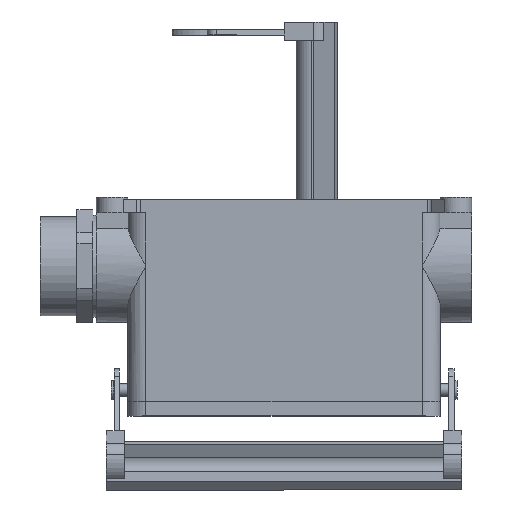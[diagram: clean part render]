
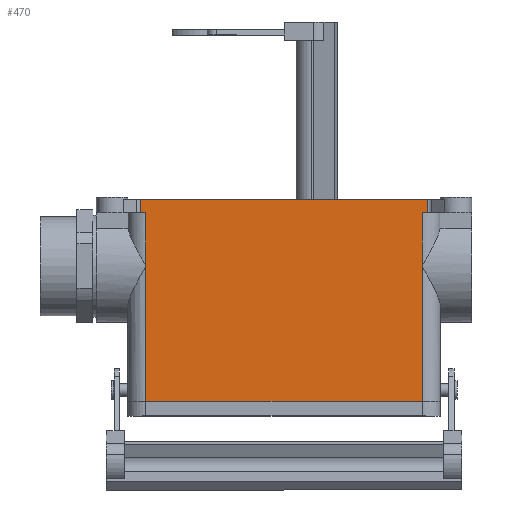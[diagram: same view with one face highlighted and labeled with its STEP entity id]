
A CAD part, top view. The second image highlights one B-rep face of the part: STEP entity #470.
In plain terms, the highlighted planar face has unit normal (0, 0, 1).
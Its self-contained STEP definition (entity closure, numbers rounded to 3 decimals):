
#470 = ADVANCED_FACE( '', ( #1034 ), #1035, .F. );
#1034 = FACE_OUTER_BOUND( '', #1697, .T. );
#1035 = PLANE( '', #1698 );
#1697 = EDGE_LOOP( '', ( #3046, #3047, #3048, #3049, #3050, #3051, #3052, #3053, #3054, #3055 ) );
#1698 = AXIS2_PLACEMENT_3D( '', #3056, #3057, #3058 );
#3046 = ORIENTED_EDGE( '', *, *, #4168, .T. );
#3047 = ORIENTED_EDGE( '', *, *, #4081, .F. );
#3048 = ORIENTED_EDGE( '', *, *, #4187, .F. );
#3049 = ORIENTED_EDGE( '', *, *, #4159, .F. );
#3050 = ORIENTED_EDGE( '', *, *, #4300, .F. );
#3051 = ORIENTED_EDGE( '', *, *, #4114, .T. );
#3052 = ORIENTED_EDGE( '', *, *, #3883, .T. );
#3053 = ORIENTED_EDGE( '', *, *, #4301, .T. );
#3054 = ORIENTED_EDGE( '', *, *, #4024, .F. );
#3055 = ORIENTED_EDGE( '', *, *, #4042, .T. );
#3056 = CARTESIAN_POINT( '', ( 56.015, -5., 21.5 ) );
#3057 = DIRECTION( '', ( 0., 0., -1. ) );
#3058 = DIRECTION( '', ( -1., 0., 0. ) );
#3883 = EDGE_CURVE( '', #4675, #4673, #4676, .T. );
#4024 = EDGE_CURVE( '', #4910, #4912, #4913, .T. );
#4042 = EDGE_CURVE( '', #4910, #4939, #4941, .T. );
#4081 = EDGE_CURVE( '', #5001, #5003, #5004, .T. );
#4114 = EDGE_CURVE( '', #5054, #4675, #5057, .T. );
#4159 = EDGE_CURVE( '', #5123, #5125, #5126, .T. );
#4168 = EDGE_CURVE( '', #4939, #5003, #5137, .T. );
#4187 = EDGE_CURVE( '', #5125, #5001, #5163, .T. );
#4300 = EDGE_CURVE( '', #5054, #5123, #5313, .T. );
#4301 = EDGE_CURVE( '', #4673, #4912, #5314, .F. );
#4673 = VERTEX_POINT( '', #5799 );
#4675 = VERTEX_POINT( '', #5801 );
#4676 = LINE( '', #5802, #5803 );
#4910 = VERTEX_POINT( '', #6134 );
#4912 = VERTEX_POINT( '', #6136 );
#4913 = LINE( '', #6137, #6138 );
#4939 = VERTEX_POINT( '', #6172 );
#4941 = LINE( '', #6193, #6194 );
#5001 = VERTEX_POINT( '', #6271 );
#5003 = VERTEX_POINT( '', #6273 );
#5004 = LINE( '', #6274, #6275 );
#5054 = VERTEX_POINT( '', #6339 );
#5057 = LINE( '', #6343, #6344 );
#5123 = VERTEX_POINT( '', #6432 );
#5125 = VERTEX_POINT( '', #6434 );
#5126 = LINE( '', #6435, #6436 );
#5137 = LINE( '', #6469, #6470 );
#5163 = LINE( '', #6531, #6532 );
#5313 = LINE( '', #6824, #6825 );
#5314 = LINE( '', #6826, #6827 );
#5799 = CARTESIAN_POINT( '', ( -55.186, 0., 21.5 ) );
#5801 = CARTESIAN_POINT( '', ( 55.186, 0., 21.5 ) );
#5802 = CARTESIAN_POINT( '', ( 56.015, 0., 21.5 ) );
#5803 = VECTOR( '', #7261, 1000. );
#6134 = CARTESIAN_POINT( '', ( -53., -5., 21.5 ) );
#6136 = CARTESIAN_POINT( '', ( -55.186, -5., 21.5 ) );
#6137 = CARTESIAN_POINT( '', ( 56.015, -5., 21.5 ) );
#6138 = VECTOR( '', #7441, 1000. );
#6172 = CARTESIAN_POINT( '', ( -53., -25.5, 21.5 ) );
#6193 = CARTESIAN_POINT( '', ( -53., 96.515, 21.5 ) );
#6194 = VECTOR( '', #7459, 1000. );
#6271 = CARTESIAN_POINT( '', ( 53., -77.4, 21.5 ) );
#6273 = CARTESIAN_POINT( '', ( -53., -77.4, 21.5 ) );
#6274 = CARTESIAN_POINT( '', ( -53., -77.4, 21.5 ) );
#6275 = VECTOR( '', #7513, 1000. );
#6339 = CARTESIAN_POINT( '', ( 55.186, -5., 21.5 ) );
#6343 = CARTESIAN_POINT( '', ( 55.186, 0., 21.5 ) );
#6344 = VECTOR( '', #7559, 1000. );
#6432 = CARTESIAN_POINT( '', ( 53., -5., 21.5 ) );
#6434 = CARTESIAN_POINT( '', ( 53., -25.5, 21.5 ) );
#6435 = CARTESIAN_POINT( '', ( 53., 96.515, 21.5 ) );
#6436 = VECTOR( '', #7621, 1000. );
#6469 = CARTESIAN_POINT( '', ( -53., 96.515, 21.5 ) );
#6470 = VECTOR( '', #7628, 1000. );
#6531 = CARTESIAN_POINT( '', ( 53., 96.515, 21.5 ) );
#6532 = VECTOR( '', #7646, 1000. );
#6824 = CARTESIAN_POINT( '', ( 56.015, -5., 21.5 ) );
#6825 = VECTOR( '', #7783, 1000. );
#6826 = CARTESIAN_POINT( '', ( -55.186, -5., 21.5 ) );
#6827 = VECTOR( '', #7784, 1000. );
#7261 = DIRECTION( '', ( -1., 0., 0. ) );
#7441 = DIRECTION( '', ( -1., 0., 0. ) );
#7459 = DIRECTION( '', ( 0., -1., 0. ) );
#7513 = DIRECTION( '', ( -1., 0., 0. ) );
#7559 = DIRECTION( '', ( 0., 1., 0. ) );
#7621 = DIRECTION( '', ( 0., -1., 0. ) );
#7628 = DIRECTION( '', ( 0., -1., 0. ) );
#7646 = DIRECTION( '', ( 0., -1., 0. ) );
#7783 = DIRECTION( '', ( -1., 0., 0. ) );
#7784 = DIRECTION( '', ( 0., 1., 0. ) );
